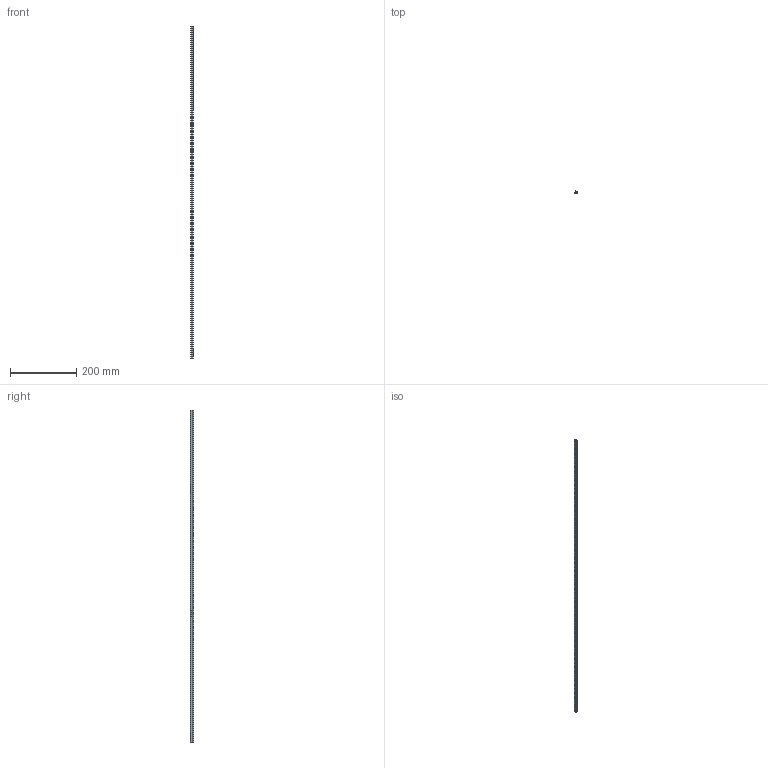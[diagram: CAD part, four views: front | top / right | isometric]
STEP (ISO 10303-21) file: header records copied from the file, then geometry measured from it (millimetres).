
FILE_DESCRIPTION((''),'2;1');
FILE_NAME('AR3545.stp','2021-02-15T13:48:14',('arma02'),(''),'Autodesk Inventor 2013','Autodesk Inventor 2013','');
FILE_SCHEMA(('AUTOMOTIVE_DESIGN { 1 0 10303 214 1 1 1 1 }'));
Length unit declared in the file: millimetre
Products named in the file (1): AR3545
Bounding box: 6.58 x 9.92 x 1000 mm (x, y, z)
Volume: 21524.6 mm3; surface area: 49379.6 mm2
Topology: 1 solids, 1 shells, 2356 faces, 7394 edges, 4708 vertices
Faces by surface type: plane 1843, cylinder 513
Entity records: 81260 total; most frequent: ORIENTED_EDGE 14788, CARTESIAN_POINT 14459, DIRECTION 13134, EDGE_CURVE 7394, VECTOR 6368, LINE 6368, VERTEX_POINT 4708, AXIS2_PLACEMENT_3D 3383
